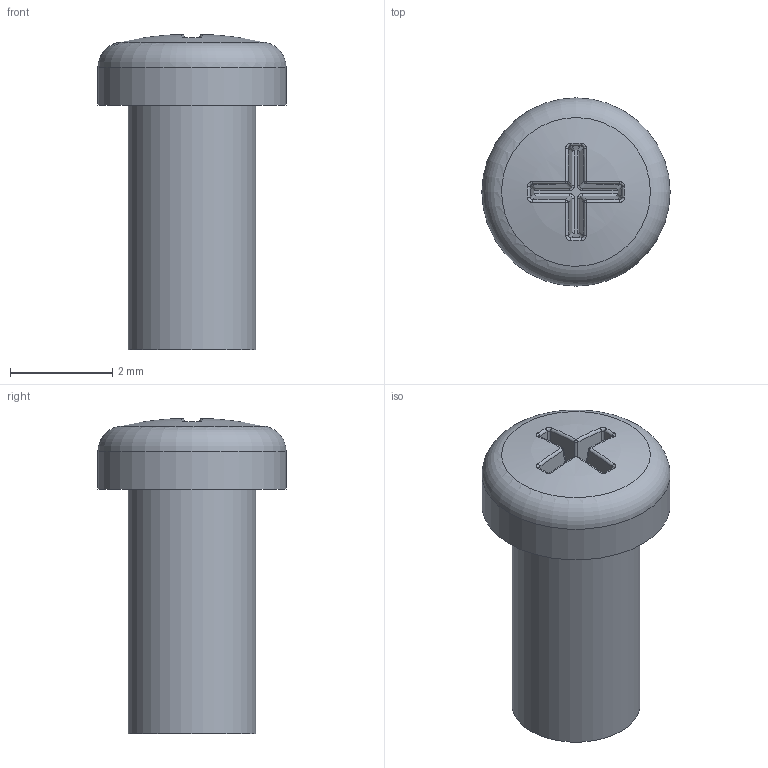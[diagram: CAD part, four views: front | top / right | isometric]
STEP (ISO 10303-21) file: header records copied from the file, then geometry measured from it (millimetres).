
FILE_DESCRIPTION(/* description */ ('STEP AP214'),/* implementation_level */ '2;1');
FILE_NAME(/* name */ '61003e74d9d36d74bef40cb1',/* time_stamp */ '2021-07-27T17:12:21+00:00',/* author */ (''),/* organization */ (''),/* preprocessor_version */ 'ST-DEVELOPER v18.1',/* originating_system */ ' ',/* authorisation */ ' ');
FILE_SCHEMA (('AUTOMOTIVE_DESIGN {1 0 10303 214 3 1 1}'));
Length unit declared in the file: metre
Products named in the file (1): Part 6
Bounding box: 3.69 x 3.69 x 6.18 mm (x, y, z)
Volume: 36.1 mm3; surface area: 76.5 mm2
Topology: 1 solids, 1 shells, 67 faces, 158 edges, 90 vertices
Faces by surface type: cylinder 22, plane 15, torus 13, bspline 12, sphere 5
Full cylindrical faces by diameter (mm): 2.507 x1, 3.69 x1
Entity records: 1994 total; most frequent: CARTESIAN_POINT 486, DIRECTION 334, ORIENTED_EDGE 298, EDGE_CURVE 149, AXIS2_PLACEMENT_3D 145, VERTEX_POINT 89, EDGE_LOOP 72, FACE_BOUND 72
